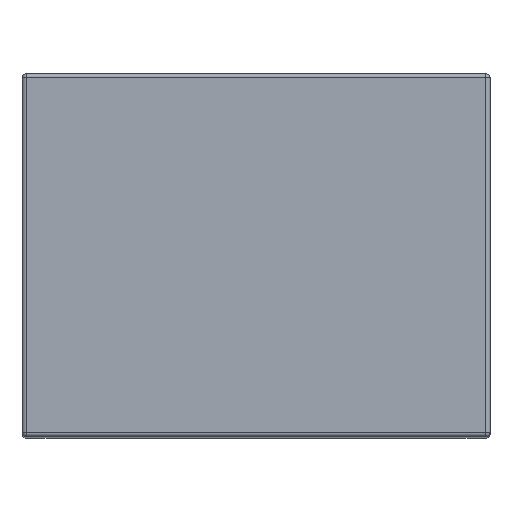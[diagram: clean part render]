
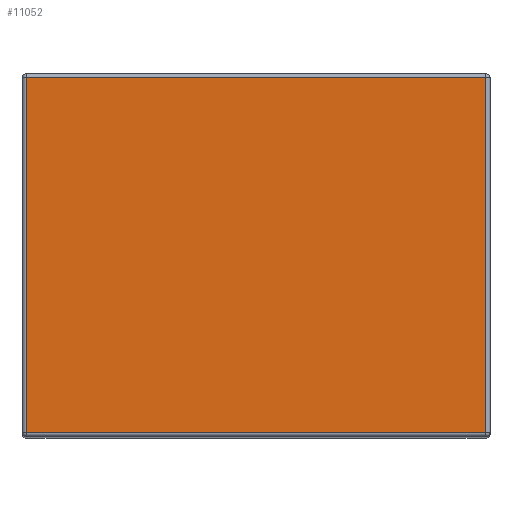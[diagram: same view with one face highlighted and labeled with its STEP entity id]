
A CAD part, top view. The second image highlights one B-rep face of the part: STEP entity #11052.
In plain terms, the highlighted planar face has unit normal (0, 0, 1).
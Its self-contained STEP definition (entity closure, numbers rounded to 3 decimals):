
#407 = LINE ( 'NONE', #4598, #1737 ) ;
#746 = FACE_OUTER_BOUND ( 'NONE', #14009, .T. ) ;
#893 = VERTEX_POINT ( 'NONE', #8682 ) ;
#1051 = LINE ( 'NONE', #10020, #16364 ) ;
#1306 = DIRECTION ( 'NONE',  ( 1., 0., 0. ) ) ;
#1737 = VECTOR ( 'NONE', #9451, 1000. ) ;
#2090 = VERTEX_POINT ( 'NONE', #14843 ) ;
#2173 = EDGE_CURVE ( 'NONE', #9076, #6618, #16531, .T. ) ;
#2182 = DIRECTION ( 'NONE',  ( 0., 0., 1. ) ) ;
#2246 = CARTESIAN_POINT ( 'NONE',  ( 5.8, -4.4, 8.5 ) ) ;
#3358 = EDGE_CURVE ( 'NONE', #2090, #9076, #16253, .T. ) ;
#4598 = CARTESIAN_POINT ( 'NONE',  ( -5.8, 4.4, 8.5 ) ) ;
#5207 = VECTOR ( 'NONE', #1306, 1000. ) ;
#5484 = ORIENTED_EDGE ( 'NONE', *, *, #3358, .T. ) ;
#6343 = VECTOR ( 'NONE', #15227, 1000. ) ;
#6618 = VERTEX_POINT ( 'NONE', #9243 ) ;
#6639 = ORIENTED_EDGE ( 'NONE', *, *, #11210, .T. ) ;
#6953 = CARTESIAN_POINT ( 'NONE',  ( -5.7, -4.4, 8.5 ) ) ;
#8682 = CARTESIAN_POINT ( 'NONE',  ( 5.7, 4.4, 8.5 ) ) ;
#9076 = VERTEX_POINT ( 'NONE', #6953 ) ;
#9243 = CARTESIAN_POINT ( 'NONE',  ( 5.7, -4.4, 8.5 ) ) ;
#9451 = DIRECTION ( 'NONE',  ( -1., 0., 0. ) ) ;
#10020 = CARTESIAN_POINT ( 'NONE',  ( 5.7, 4.5, 8.5 ) ) ;
#10072 = CARTESIAN_POINT ( 'NONE',  ( -5.7, -4.5, 8.5 ) ) ;
#11052 = ADVANCED_FACE ( 'NONE', ( #746 ), #16148, .T. ) ;
#11210 = EDGE_CURVE ( 'NONE', #893, #2090, #407, .T. ) ;
#11318 = ORIENTED_EDGE ( 'NONE', *, *, #2173, .T. ) ;
#11994 = AXIS2_PLACEMENT_3D ( 'NONE', #13675, #2182, #12343 ) ;
#12343 = DIRECTION ( 'NONE',  ( 1., 0., 0. ) ) ;
#12354 = ORIENTED_EDGE ( 'NONE', *, *, #16544, .T. ) ;
#13675 = CARTESIAN_POINT ( 'NONE',  ( 0., 0., 8.5 ) ) ;
#14009 = EDGE_LOOP ( 'NONE', ( #12354, #6639, #5484, #11318 ) ) ;
#14843 = CARTESIAN_POINT ( 'NONE',  ( -5.7, 4.4, 8.5 ) ) ;
#15227 = DIRECTION ( 'NONE',  ( 0., -1., 0. ) ) ;
#16148 = PLANE ( 'NONE',  #11994 ) ;
#16253 = LINE ( 'NONE', #10072, #6343 ) ;
#16364 = VECTOR ( 'NONE', #16521, 1000. ) ;
#16521 = DIRECTION ( 'NONE',  ( 0., 1., 0. ) ) ;
#16531 = LINE ( 'NONE', #2246, #5207 ) ;
#16544 = EDGE_CURVE ( 'NONE', #6618, #893, #1051, .T. ) ;
